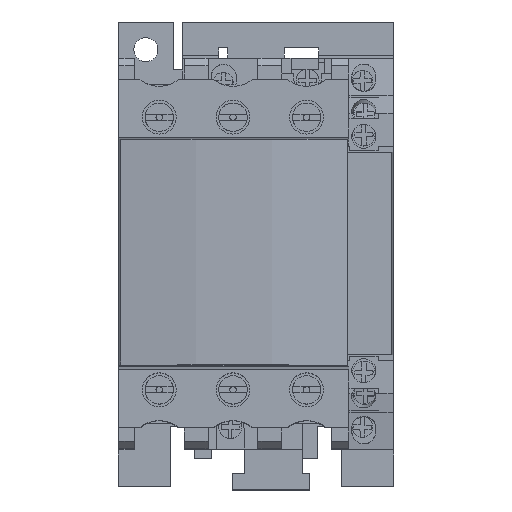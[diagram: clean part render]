
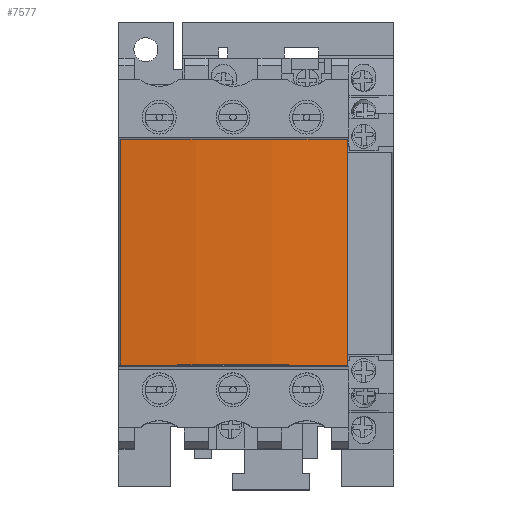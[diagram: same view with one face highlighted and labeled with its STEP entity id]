
A CAD part, top view. The second image highlights one B-rep face of the part: STEP entity #7577.
In plain terms, the highlighted cylindrical face has radius 193.45 mm (diameter 386.9 mm), a partial arc.
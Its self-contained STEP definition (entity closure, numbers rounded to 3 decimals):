
#2242 = EDGE_CURVE ( 'NONE', #6818, #5867, #7276, .T. ) ;
#2529 = AXIS2_PLACEMENT_3D ( 'NONE', #33544, #13569, #36927 ) ;
#5867 = VERTEX_POINT ( 'NONE', #6662 ) ;
#6538 = CARTESIAN_POINT ( 'NONE',  ( 0.663, 95., 113.456 ) ) ;
#6662 = CARTESIAN_POINT ( 'NONE',  ( 0.663, 33.725, 113.456 ) ) ;
#6818 = VERTEX_POINT ( 'NONE', #24723 ) ;
#7240 = EDGE_CURVE ( 'NONE', #6818, #8105, #18148, .T. ) ;
#7276 = LINE ( 'NONE', #6538, #25065 ) ;
#7577 = ADVANCED_FACE ( 'NONE', ( #32177 ), #22291, .T. ) ;
#8105 = VERTEX_POINT ( 'NONE', #24452 ) ;
#9505 = DIRECTION ( 'NONE',  ( 0., 1., 0. ) ) ;
#13373 = CIRCLE ( 'NONE', #13954, 193.45 ) ;
#13569 = DIRECTION ( 'NONE',  ( 0., 1., 0. ) ) ;
#13954 = AXIS2_PLACEMENT_3D ( 'NONE', #29473, #9505, #32815 ) ;
#15454 = CARTESIAN_POINT ( 'NONE',  ( 31.15, 95., -77.577 ) ) ;
#16586 = DIRECTION ( 'NONE',  ( 0., -1., 0. ) ) ;
#16740 = CARTESIAN_POINT ( 'NONE',  ( 62.15, 95., 113.373 ) ) ;
#17363 = AXIS2_PLACEMENT_3D ( 'NONE', #15454, #38822, #35449 ) ;
#18148 = CIRCLE ( 'NONE', #2529, 193.45 ) ;
#21782 = EDGE_LOOP ( 'NONE', ( #32027, #34238, #29103, #25815 ) ) ;
#21950 = VECTOR ( 'NONE', #16586, 1000. ) ;
#22291 = CYLINDRICAL_SURFACE ( 'NONE', #17363, 193.45 ) ;
#24452 = CARTESIAN_POINT ( 'NONE',  ( 62.15, 95., 113.373 ) ) ;
#24723 = CARTESIAN_POINT ( 'NONE',  ( 0.663, 95., 113.456 ) ) ;
#24889 = CARTESIAN_POINT ( 'NONE',  ( 62.15, 33.725, 113.373 ) ) ;
#25065 = VECTOR ( 'NONE', #40006, 1000. ) ;
#25815 = ORIENTED_EDGE ( 'NONE', *, *, #7240, .F. ) ;
#29103 = ORIENTED_EDGE ( 'NONE', *, *, #30603, .F. ) ;
#29473 = CARTESIAN_POINT ( 'NONE',  ( 31.15, 33.725, -77.577 ) ) ;
#30603 = EDGE_CURVE ( 'NONE', #8105, #36455, #39714, .T. ) ;
#32027 = ORIENTED_EDGE ( 'NONE', *, *, #2242, .T. ) ;
#32177 = FACE_OUTER_BOUND ( 'NONE', #21782, .T. ) ;
#32815 = DIRECTION ( 'NONE',  ( -0.158, 0., 0.988 ) ) ;
#33544 = CARTESIAN_POINT ( 'NONE',  ( 31.15, 95., -77.577 ) ) ;
#34238 = ORIENTED_EDGE ( 'NONE', *, *, #37884, .T. ) ;
#35449 = DIRECTION ( 'NONE',  ( 1., 0., 0. ) ) ;
#36455 = VERTEX_POINT ( 'NONE', #24889 ) ;
#36927 = DIRECTION ( 'NONE',  ( -0.158, 0., 0.988 ) ) ;
#37884 = EDGE_CURVE ( 'NONE', #5867, #36455, #13373, .T. ) ;
#38822 = DIRECTION ( 'NONE',  ( 0., 1., 0. ) ) ;
#39714 = LINE ( 'NONE', #16740, #21950 ) ;
#40006 = DIRECTION ( 'NONE',  ( 0., -1., 0. ) ) ;
